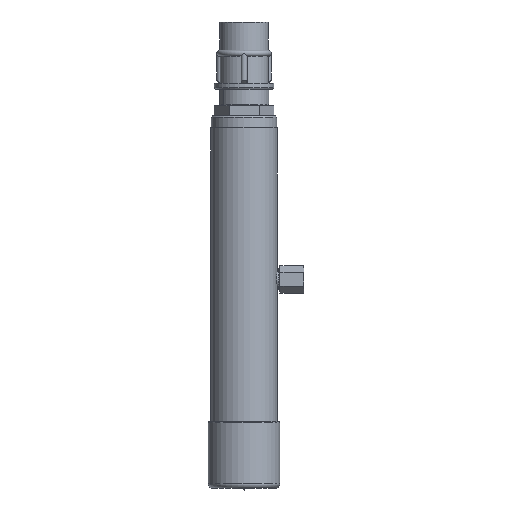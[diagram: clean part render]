
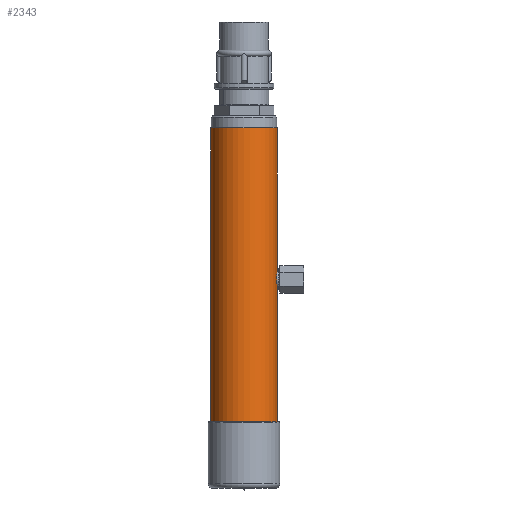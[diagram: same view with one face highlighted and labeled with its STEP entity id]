
A CAD part, front view. The second image highlights one B-rep face of the part: STEP entity #2343.
In plain terms, the highlighted cylindrical face has radius 22.25 mm (diameter 44.5 mm), a partial arc.
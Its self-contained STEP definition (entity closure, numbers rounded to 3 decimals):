
#544 = VERTEX_POINT ( 'NONE', #981 ) ;
#548 = VERTEX_POINT ( 'NONE', #920 ) ;
#549 = VERTEX_POINT ( 'NONE', #927 ) ;
#585 = VERTEX_POINT ( 'NONE', #1170 ) ;
#602 = VERTEX_POINT ( 'NONE', #1803 ) ;
#604 = VERTEX_POINT ( 'NONE', #1829 ) ;
#610 = VERTEX_POINT ( 'NONE', #1874 ) ;
#676 = EDGE_LOOP ( 'NONE', ( #2164, #2183, #2175, #2184, #2181, #2182, #2180, #2179, #2178, #2177 ) ) ;
#920 = CARTESIAN_POINT ( 'NONE',  ( 22.25, 0., 145.5 ) ) ;
#927 = CARTESIAN_POINT ( 'NONE',  ( 22.25, 0., 134.5 ) ) ;
#981 = CARTESIAN_POINT ( 'NONE',  ( 22., -3.326, 144.38 ) ) ;
#1103 = VERTEX_POINT ( 'NONE', #3308 ) ;
#1142 = VERTEX_POINT ( 'NONE', #3347 ) ;
#1170 = CARTESIAN_POINT ( 'NONE',  ( 22.25, 0., 241.5 ) ) ;
#1244 = B_SPLINE_CURVE_WITH_KNOTS ( 'NONE', 3,
 ( #4154, #4161, #4168, #4169, #4170, #4171, #4172, #4173, #4174, #4175 ),
 .UNSPECIFIED., .F., .F.,
 ( 4, 2, 2, 2, 4 ),
 ( 0.004, 0.004, 0.005, 0.006, 0.007 ),
 .UNSPECIFIED. ) ;
#1248 = B_SPLINE_CURVE_WITH_KNOTS ( 'NONE', 3,
 ( #4182, #4190, #4195, #4196, #4197, #4198 ),
 .UNSPECIFIED., .F., .F.,
 ( 4, 2, 4 ),
 ( 0., 0.002, 0.004 ),
 .UNSPECIFIED. ) ;
#1361 = EDGE_CURVE ( 'NONE', #549, #604, #3157, .T. ) ;
#1362 = EDGE_CURVE ( 'NONE', #602, #604, #3164, .T. ) ;
#1363 = EDGE_CURVE ( 'NONE', #1780, #585, #3161, .T. ) ;
#1365 = EDGE_CURVE ( 'NONE', #1780, #602, #3167, .T. ) ;
#1367 = EDGE_CURVE ( 'NONE', #548, #544, #1244, .T. ) ;
#1373 = EDGE_CURVE ( 'NONE', #610, #549, #1248, .T. ) ;
#1374 = EDGE_CURVE ( 'NONE', #544, #1103, #4384, .T. ) ;
#1375 = EDGE_CURVE ( 'NONE', #1142, #610, #4383, .T. ) ;
#1522 = EDGE_CURVE ( 'NONE', #585, #548, #4572, .T. ) ;
#1611 = EDGE_CURVE ( 'NONE', #1142, #1103, #6508, .T. ) ;
#1780 = VERTEX_POINT ( 'NONE', #6300 ) ;
#1803 = CARTESIAN_POINT ( 'NONE',  ( -22.25, 0., 44.5 ) ) ;
#1829 = CARTESIAN_POINT ( 'NONE',  ( 22.25, 0., 44.5 ) ) ;
#1874 = CARTESIAN_POINT ( 'NONE',  ( 22., -3.326, 135.62 ) ) ;
#2164 = ORIENTED_EDGE ( 'NONE', *, *, #1522, .F. ) ;
#2175 = ORIENTED_EDGE ( 'NONE', *, *, #1365, .T. ) ;
#2177 = ORIENTED_EDGE ( 'NONE', *, *, #1367, .F. ) ;
#2178 = ORIENTED_EDGE ( 'NONE', *, *, #1374, .F. ) ;
#2179 = ORIENTED_EDGE ( 'NONE', *, *, #1611, .T. ) ;
#2180 = ORIENTED_EDGE ( 'NONE', *, *, #1375, .F. ) ;
#2181 = ORIENTED_EDGE ( 'NONE', *, *, #1361, .F. ) ;
#2182 = ORIENTED_EDGE ( 'NONE', *, *, #1373, .F. ) ;
#2183 = ORIENTED_EDGE ( 'NONE', *, *, #1363, .F. ) ;
#2184 = ORIENTED_EDGE ( 'NONE', *, *, #1362, .T. ) ;
#2310 = VECTOR ( 'NONE', #4130, 1000. ) ;
#2343 = ADVANCED_FACE ( 'NONE', ( #4735 ), #4744, .T. ) ;
#2580 = AXIS2_PLACEMENT_3D ( 'NONE', #4155, #4156, #4157 ) ;
#2581 = AXIS2_PLACEMENT_3D ( 'NONE', #4158, #4159, #4160 ) ;
#2739 = AXIS2_PLACEMENT_3D ( 'NONE', #6421, #6416, #6429 ) ;
#3157 = LINE ( 'NONE', #4152, #3165 ) ;
#3161 = CIRCLE ( 'NONE', #2581, 22.25 ) ;
#3164 = CIRCLE ( 'NONE', #2580, 22.25 ) ;
#3165 = VECTOR ( 'NONE', #4153, 1000. ) ;
#3167 = LINE ( 'NONE', #4162, #2310 ) ;
#3308 = CARTESIAN_POINT ( 'NONE',  ( 22., -3.326, 142.671 ) ) ;
#3347 = CARTESIAN_POINT ( 'NONE',  ( 22., -3.326, 138.227 ) ) ;
#4130 = DIRECTION ( 'NONE',  ( 0., 0., -1. ) ) ;
#4152 = CARTESIAN_POINT ( 'NONE',  ( 22.25, 0., 241.5 ) ) ;
#4153 = DIRECTION ( 'NONE',  ( 0., 0., -1. ) ) ;
#4154 = CARTESIAN_POINT ( 'NONE',  ( 22.25, 0., 145.5 ) ) ;
#4155 = CARTESIAN_POINT ( 'NONE',  ( 0., 0., 44.5 ) ) ;
#4156 = DIRECTION ( 'NONE',  ( 0., 0., 1. ) ) ;
#4157 = DIRECTION ( 'NONE',  ( 1., 0., 0. ) ) ;
#4158 = CARTESIAN_POINT ( 'NONE',  ( 0., 0., 241.5 ) ) ;
#4159 = DIRECTION ( 'NONE',  ( 0., 0., 1. ) ) ;
#4160 = DIRECTION ( 'NONE',  ( 1., 0., 0. ) ) ;
#4161 = CARTESIAN_POINT ( 'NONE',  ( 22.25, -0.3, 145.5 ) ) ;
#4162 = CARTESIAN_POINT ( 'NONE',  ( -22.25, 0., 241.5 ) ) ;
#4168 = CARTESIAN_POINT ( 'NONE',  ( 22.244, -0.599, 145.475 ) ) ;
#4169 = CARTESIAN_POINT ( 'NONE',  ( 22.22, -1.185, 145.379 ) ) ;
#4170 = CARTESIAN_POINT ( 'NONE',  ( 22.203, -1.473, 145.308 ) ) ;
#4171 = CARTESIAN_POINT ( 'NONE',  ( 22.158, -2.04, 145.116 ) ) ;
#4172 = CARTESIAN_POINT ( 'NONE',  ( 22.131, -2.315, 144.998 ) ) ;
#4173 = CARTESIAN_POINT ( 'NONE',  ( 22.07, -2.838, 144.72 ) ) ;
#4174 = CARTESIAN_POINT ( 'NONE',  ( 22.036, -3.088, 144.561 ) ) ;
#4175 = CARTESIAN_POINT ( 'NONE',  ( 22., -3.326, 144.38 ) ) ;
#4182 = CARTESIAN_POINT ( 'NONE',  ( 22., -3.326, 135.62 ) ) ;
#4190 = CARTESIAN_POINT ( 'NONE',  ( 22.072, -2.849, 135.258 ) ) ;
#4194 = CARTESIAN_POINT ( 'NONE',  ( 22., -3.326, 241.5 ) ) ;
#4195 = CARTESIAN_POINT ( 'NONE',  ( 22.135, -2.327, 134.98 ) ) ;
#4196 = CARTESIAN_POINT ( 'NONE',  ( 22.226, -1.189, 134.597 ) ) ;
#4197 = CARTESIAN_POINT ( 'NONE',  ( 22.25, -0.601, 134.5 ) ) ;
#4198 = CARTESIAN_POINT ( 'NONE',  ( 22.25, 0., 134.5 ) ) ;
#4199 = CARTESIAN_POINT ( 'NONE',  ( 22., -3.326, 241.5 ) ) ;
#4201 = DIRECTION ( 'NONE',  ( 0., 0., -1. ) ) ;
#4202 = DIRECTION ( 'NONE',  ( 0., 0., -1. ) ) ;
#4383 = LINE ( 'NONE', #4194, #4387 ) ;
#4384 = LINE ( 'NONE', #4199, #4385 ) ;
#4385 = VECTOR ( 'NONE', #4201, 1000. ) ;
#4387 = VECTOR ( 'NONE', #4202, 1000. ) ;
#4572 = LINE ( 'NONE', #5340, #4574 ) ;
#4574 = VECTOR ( 'NONE', #5341, 1000. ) ;
#4735 = FACE_OUTER_BOUND ( 'NONE', #676, .T. ) ;
#4744 = CYLINDRICAL_SURFACE ( 'NONE', #2739, 22.25 ) ;
#5340 = CARTESIAN_POINT ( 'NONE',  ( 22.25, 0., 241.5 ) ) ;
#5341 = DIRECTION ( 'NONE',  ( 0., 0., -1. ) ) ;
#6174 = CARTESIAN_POINT ( 'NONE',  ( 22., -3.326, 138.227 ) ) ;
#6175 = CARTESIAN_POINT ( 'NONE',  ( 21.983, -3.436, 138.391 ) ) ;
#6180 = CARTESIAN_POINT ( 'NONE',  ( 21.968, -3.533, 138.563 ) ) ;
#6181 = CARTESIAN_POINT ( 'NONE',  ( 21.94, -3.7, 138.916 ) ) ;
#6182 = CARTESIAN_POINT ( 'NONE',  ( 21.928, -3.77, 139.098 ) ) ;
#6183 = CARTESIAN_POINT ( 'NONE',  ( 21.908, -3.884, 139.474 ) ) ;
#6184 = CARTESIAN_POINT ( 'NONE',  ( 21.901, -3.928, 139.668 ) ) ;
#6185 = CARTESIAN_POINT ( 'NONE',  ( 21.89, -3.986, 140.057 ) ) ;
#6186 = CARTESIAN_POINT ( 'NONE',  ( 21.888, -4., 140.252 ) ) ;
#6187 = CARTESIAN_POINT ( 'NONE',  ( 21.887, -4., 140.644 ) ) ;
#6188 = CARTESIAN_POINT ( 'NONE',  ( 21.89, -3.986, 140.842 ) ) ;
#6189 = CARTESIAN_POINT ( 'NONE',  ( 21.901, -3.927, 141.232 ) ) ;
#6190 = CARTESIAN_POINT ( 'NONE',  ( 21.908, -3.884, 141.423 ) ) ;
#6191 = CARTESIAN_POINT ( 'NONE',  ( 21.938, -3.714, 141.984 ) ) ;
#6192 = CARTESIAN_POINT ( 'NONE',  ( 21.967, -3.543, 142.347 ) ) ;
#6193 = CARTESIAN_POINT ( 'NONE',  ( 22., -3.326, 142.671 ) ) ;
#6300 = CARTESIAN_POINT ( 'NONE',  ( -22.25, 0., 241.5 ) ) ;
#6416 = DIRECTION ( 'NONE',  ( 0., 0., -1. ) ) ;
#6421 = CARTESIAN_POINT ( 'NONE',  ( 0., 0., 241.5 ) ) ;
#6429 = DIRECTION ( 'NONE',  ( -1., 0., 0. ) ) ;
#6508 = B_SPLINE_CURVE_WITH_KNOTS ( 'NONE', 3,
 ( #6174, #6175, #6180, #6181, #6182, #6183, #6184, #6185, #6186, #6187, #6188, #6189, #6190, #6191, #6192, #6193 ),
 .UNSPECIFIED., .F., .F.,
 ( 4, 2, 2, 2, 2, 2, 2, 4 ),
 ( 0.004, 0.005, 0.005, 0.006, 0.006, 0.007, 0.007, 0.009 ),
 .UNSPECIFIED. ) ;
